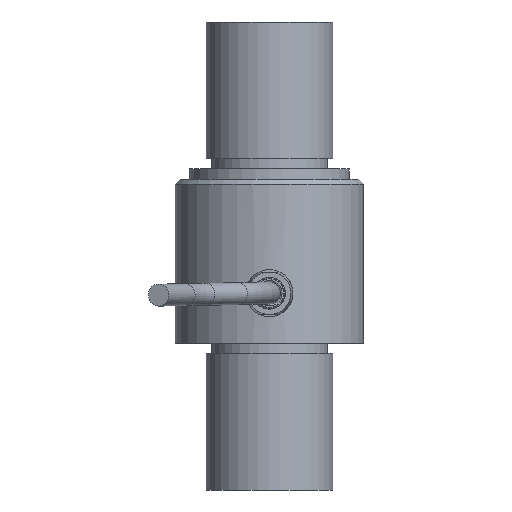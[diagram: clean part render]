
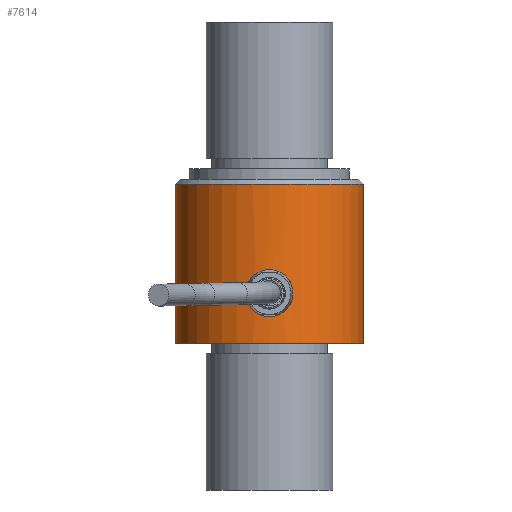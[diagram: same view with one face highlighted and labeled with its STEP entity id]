
A CAD part, front view. The second image highlights one B-rep face of the part: STEP entity #7614.
In plain terms, the highlighted cylindrical face has radius 14.161 mm (diameter 28.321 mm), a full revolution.
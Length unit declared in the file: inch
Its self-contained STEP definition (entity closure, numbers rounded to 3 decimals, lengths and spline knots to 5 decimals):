
#7517=CARTESIAN_POINT('',(0.0,0.,-1.111));
#7518=DIRECTION('',(0.0,0.0,-1.0));
#7519=DIRECTION('',(1.0,0.0,0.0));
#7520=AXIS2_PLACEMENT_3D('',#7517,#7518,#7519);
#7521=CYLINDRICAL_SURFACE('',#7520,0.5575);
#7522=CARTESIAN_POINT('',(-0.5575,0.,-0.21));
#7523=VERTEX_POINT('',#7522);
#7524=CARTESIAN_POINT('',(0.0,0.,-0.21));
#7525=DIRECTION('',(0.0,0.0,1.0));
#7526=DIRECTION('',(-1.0,0.0,0.0));
#7527=AXIS2_PLACEMENT_3D('',#7524,#7525,#7526);
#7528=CIRCLE('',#7527,0.5575);
#7529=EDGE_CURVE('',#7523,#7523,#7528,.T.);
#7530=ORIENTED_EDGE('',*,*,#7529,.F.);
#7531=EDGE_LOOP('',(#7530));
#7532=FACE_OUTER_BOUND('',#7531,.T.);
#7533=CARTESIAN_POINT('',(0.08788,-0.55053,-0.855));
#7534=VERTEX_POINT('',#7533);
#7535=CARTESIAN_POINT('',(-0.08788,-0.55053,-0.855));
#7536=VERTEX_POINT('',#7535);
#7537=CARTESIAN_POINT('',(0.08788,-0.55053,-0.855));
#7538=CARTESIAN_POINT('',(0.08788,-0.55053,-0.85776));
#7539=CARTESIAN_POINT('',(0.08773,-0.55055,-0.86051));
#7540=CARTESIAN_POINT('',(0.08687,-0.55069,-0.86818));
#7541=CARTESIAN_POINT('',(0.08584,-0.55085,-0.87303));
#7542=CARTESIAN_POINT('',(0.08216,-0.55142,-0.88485));
#7543=CARTESIAN_POINT('',(0.07898,-0.55189,-0.89163));
#7544=CARTESIAN_POINT('',(0.06889,-0.55326,-0.90766));
#7545=CARTESIAN_POINT('',(0.06087,-0.55425,-0.91622));
#7546=CARTESIAN_POINT('',(0.04199,-0.556,-0.92998));
#7547=CARTESIAN_POINT('',(0.03115,-0.55675,-0.93504));
#7548=CARTESIAN_POINT('',(0.01454,-0.55733,-0.93896));
#7549=CARTESIAN_POINT('',(0.00936,-0.55745,-0.93969));
#7550=CARTESIAN_POINT('',(-0.00037,-0.55752,-0.94017));
#7551=CARTESIAN_POINT('',(-0.00489,-0.5575,-0.94003));
#7552=CARTESIAN_POINT('',(-0.01567,-0.55732,-0.93883));
#7553=CARTESIAN_POINT('',(-0.02186,-0.5571,-0.93744));
#7554=CARTESIAN_POINT('',(-0.03518,-0.55644,-0.93287));
#7555=CARTESIAN_POINT('',(-0.04215,-0.55594,-0.9294));
#7556=CARTESIAN_POINT('',(-0.05775,-0.55458,-0.91894));
#7557=CARTESIAN_POINT('',(-0.06577,-0.55364,-0.91115));
#7558=CARTESIAN_POINT('',(-0.07841,-0.55199,-0.89342));
#7559=CARTESIAN_POINT('',(-0.08311,-0.55128,-0.88353));
#7560=CARTESIAN_POINT('',(-0.08663,-0.55073,-0.86917));
#7561=CARTESIAN_POINT('',(-0.08728,-0.55062,-0.86521));
#7562=CARTESIAN_POINT('',(-0.08779,-0.55054,-0.85914));
#7563=CARTESIAN_POINT('',(-0.08788,-0.55053,-0.85707));
#7564=CARTESIAN_POINT('',(-0.08788,-0.55053,-0.855));
#7565=B_SPLINE_CURVE_WITH_KNOTS('',3,(#7537,#7538,#7539,#7540,#7541,#7542,#7543,#7544,#7545,#7546,#7547,#7548,#7549,#7550,#7551,#7552,#7553,#7554,#7555,#7556,#7557,#7558,#7559,#7560,#7561,#7562,#7563,#7564),.UNSPECIFIED.,.F.,.U.,(4,2,2,2,2,2,2,2,2,2,2,2,2,4),(0.0,0.00828,0.02316,0.04547,0.08017,0.11567,0.13131,0.14484,0.1638,0.18706,0.2202,0.25253,0.26458,0.2708),.UNSPECIFIED.);
#7566=EDGE_CURVE('',#7534,#7536,#7565,.T.);
#7567=ORIENTED_EDGE('',*,*,#7566,.T.);
#7568=CARTESIAN_POINT('',(-0.08788,-0.55053,-0.855));
#7569=CARTESIAN_POINT('',(-0.08788,-0.55053,-0.85445));
#7570=CARTESIAN_POINT('',(-0.08787,-0.55053,-0.8539));
#7571=CARTESIAN_POINT('',(-0.0878,-0.55054,-0.85042));
#7572=CARTESIAN_POINT('',(-0.08756,-0.55058,-0.84749));
#7573=CARTESIAN_POINT('',(-0.08628,-0.55078,-0.83843));
#7574=CARTESIAN_POINT('',(-0.08467,-0.55104,-0.83244));
#7575=CARTESIAN_POINT('',(-0.07888,-0.5519,-0.81766));
#7576=CARTESIAN_POINT('',(-0.07379,-0.55263,-0.80926));
#7577=CARTESIAN_POINT('',(-0.05981,-0.55434,-0.79273));
#7578=CARTESIAN_POINT('',(-0.0503,-0.55533,-0.78513));
#7579=CARTESIAN_POINT('',(-0.03205,-0.55663,-0.77573));
#7580=CARTESIAN_POINT('',(-0.02393,-0.55705,-0.77293));
#7581=CARTESIAN_POINT('',(-0.01076,-0.55742,-0.77049));
#7582=CARTESIAN_POINT('',(-0.00593,-0.55749,-0.77002));
#7583=CARTESIAN_POINT('',(0.00357,-0.55751,-0.7699));
#7584=CARTESIAN_POINT('',(0.00823,-0.55746,-0.77022));
#7585=CARTESIAN_POINT('',(0.02028,-0.55718,-0.77206));
#7586=CARTESIAN_POINT('',(0.02753,-0.55686,-0.77417));
#7587=CARTESIAN_POINT('',(0.0437,-0.55586,-0.7812));
#7588=CARTESIAN_POINT('',(0.05224,-0.5551,-0.78681));
#7589=CARTESIAN_POINT('',(0.06846,-0.55335,-0.80176));
#7590=CARTESIAN_POINT('',(0.07568,-0.55236,-0.81159));
#7591=CARTESIAN_POINT('',(0.08369,-0.55119,-0.82917));
#7592=CARTESIAN_POINT('',(0.08587,-0.55085,-0.83628));
#7593=CARTESIAN_POINT('',(0.08746,-0.5506,-0.8466));
#7594=CARTESIAN_POINT('',(0.08775,-0.55055,-0.84963));
#7595=CARTESIAN_POINT('',(0.08787,-0.55053,-0.85345));
#7596=CARTESIAN_POINT('',(0.08788,-0.55053,-0.85422));
#7597=CARTESIAN_POINT('',(0.08788,-0.55053,-0.855));
#7598=B_SPLINE_CURVE_WITH_KNOTS('',3,(#7568,#7569,#7570,#7571,#7572,#7573,#7574,#7575,#7576,#7577,#7578,#7579,#7580,#7581,#7582,#7583,#7584,#7585,#7586,#7587,#7588,#7589,#7590,#7591,#7592,#7593,#7594,#7595,#7596,#7597),.UNSPECIFIED.,.F.,.U.,(4,2,2,2,2,2,2,2,2,2,2,2,2,2,4),(0.2708,0.27244,0.28126,0.29986,0.32898,0.36496,0.39059,0.40509,0.41905,0.4416,0.47195,0.5079,0.53011,0.53924,0.54158),.UNSPECIFIED.);
#7599=EDGE_CURVE('',#7536,#7534,#7598,.T.);
#7600=ORIENTED_EDGE('',*,*,#7599,.T.);
#7601=EDGE_LOOP('',(#7567,#7600));
#7602=FACE_BOUND('',#7601,.T.);
#7603=CARTESIAN_POINT('',(-0.5575,0.,-1.15));
#7604=VERTEX_POINT('',#7603);
#7605=CARTESIAN_POINT('',(0.0,0.,-1.15));
#7606=DIRECTION('',(0.0,0.0,-1.0));
#7607=DIRECTION('',(1.0,0.0,0.0));
#7608=AXIS2_PLACEMENT_3D('',#7605,#7606,#7607);
#7609=CIRCLE('',#7608,0.5575);
#7610=EDGE_CURVE('',#7604,#7604,#7609,.T.);
#7611=ORIENTED_EDGE('',*,*,#7610,.F.);
#7612=EDGE_LOOP('',(#7611));
#7613=FACE_BOUND('',#7612,.T.);
#7614=ADVANCED_FACE('',(#7532,#7602,#7613),#7521,.T.);
